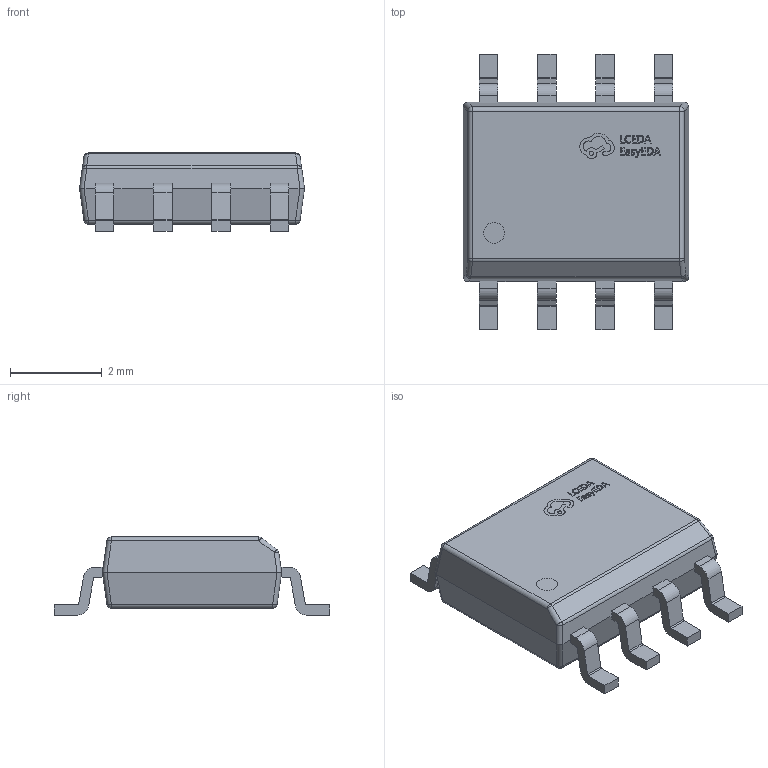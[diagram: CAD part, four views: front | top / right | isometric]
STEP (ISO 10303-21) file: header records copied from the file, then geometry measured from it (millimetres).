
FILE_DESCRIPTION (( 'STEP AP214' ), '1' );
FILE_NAME ('SO-8_L4.9-W3.9-P1.27-LS6.0-TL.step', '2022-07-29T06:45:55', ( '' ), ( '' ), 'SwSTEP 2.0', 'SolidWorks 2020', '' );
FILE_SCHEMA (( 'AUTOMOTIVE_DESIGN' ));
Length unit declared in the file: millimetre
Products named in the file (1): SO-8_L4.9-W3.9-P1.27-LS6.0-TL
Bounding box: 4.9 x 6 x 1.7 mm (x, y, z)
Volume: 29.1 mm3; surface area: 76.2 mm2
Topology: 1 solids, 1 shells, 371 faces, 1009 edges, 660 vertices
Faces by surface type: plane 210, bspline 98, cylinder 53, sphere 10
Entity records: 16224 total; most frequent: CARTESIAN_POINT 3359, ORIENTED_EDGE 2018, DIRECTION 1451, EDGE_CURVE 1009, LINE 707, VECTOR 707, VERTEX_POINT 660, EDGE_LOOP 391
